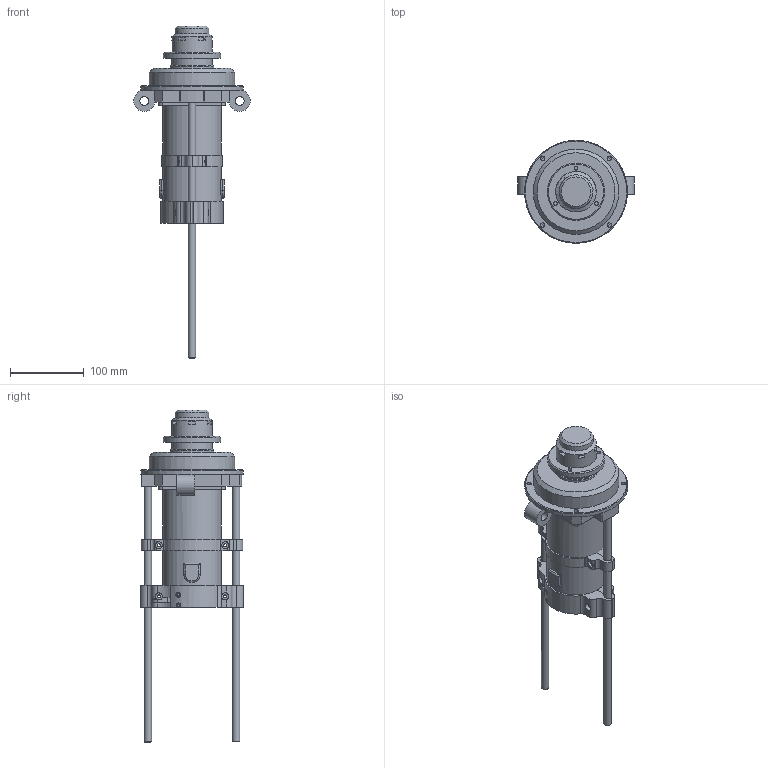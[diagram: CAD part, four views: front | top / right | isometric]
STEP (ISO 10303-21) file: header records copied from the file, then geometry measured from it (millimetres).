
FILE_DESCRIPTION(/* description */ (''),/* implementation_level */ '2;1');
FILE_NAME(/* name */ 'encoder_mount.stp',/* time_stamp */ '2024-02-21T15:20:21+03:00',/* author */ ('omrfrkmll'),/* organization */ (''),/* preprocessor_version */ 'ST-DEVELOPER v20',/* originating_system */ 'Autodesk Inventor 2024',/* authorisation */ '');
FILE_SCHEMA (('AUTOMOTIVE_DESIGN { 1 0 10303 214 3 1 1 }'));
Length unit declared in the file: millimetre
Products named in the file (9): Assembly2; motor&planergear; mil; motor mount; Optocoupler LM393; encoder_circle; optic_encoder_holder_left_side; optic_encoder_holder_right_side; motor mount_MIR1
Assembly tree (9 placements, depth 2):
  Assembly2
    motor&planergear
    mil  x2
    motor mount
    Optocoupler LM393
    encoder_circle
    optic_encoder_holder_left_side
    optic_encoder_holder_right_side
    motor mount_MIR1
Bounding box: 158.6 x 140.45 x 451.4 mm (x, y, z)
Volume: 1589922.9 mm3; surface area: 181947.6 mm2
Topology: 15 solids, 15 shells, 660 faces, 1671 edges, 1087 vertices
Faces by surface type: plane 364, cylinder 268, cone 21, bspline 4, torus 3
Full cylindrical faces by diameter (mm): 1 x4, 1.5 x4, 1.7 x9, 2.8 x1, 3 x2, 3.1 x2, 4.3 x8, 5 x3, 6 x9, 9.5 x8, 10 x4, 12 x2, 46 x1, 55 x2, 59.7 x1, 78 x1, 80 x1, 116 x1, 140 x1
Entity records: 20976 total; most frequent: CARTESIAN_POINT 3964, DIRECTION 3531, ORIENTED_EDGE 3326, EDGE_CURVE 1663, AXIS2_PLACEMENT_3D 1239, VERTEX_POINT 1081, LINE 1053, VECTOR 1053
